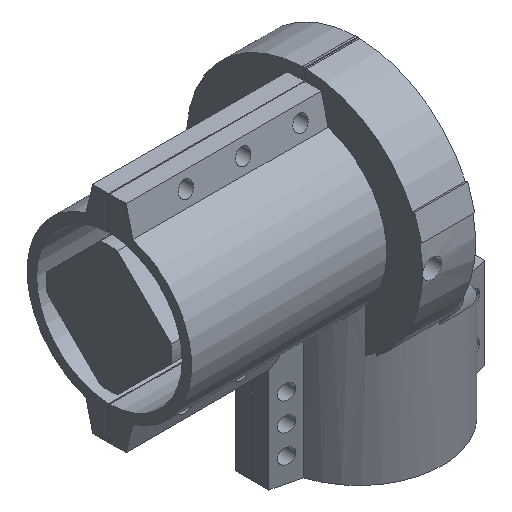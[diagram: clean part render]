
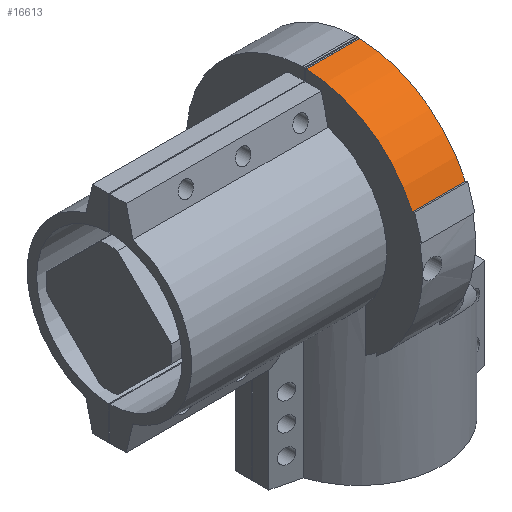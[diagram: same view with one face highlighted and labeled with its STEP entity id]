
A CAD part, isometric view. The second image highlights one B-rep face of the part: STEP entity #16613.
In plain terms, the highlighted cylindrical face has radius 49.995 mm (diameter 99.99 mm), a partial arc.
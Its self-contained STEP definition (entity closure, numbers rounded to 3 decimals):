
#14246 = PLANE('',#14247);
#14247 = AXIS2_PLACEMENT_3D('',#14248,#14249,#14250);
#14248 = CARTESIAN_POINT('',(81.684,4817.823,88.548
    ));
#14249 = DIRECTION('',(1.,0.,0.));
#14250 = DIRECTION('',(0.,-0.,-1.));
#14302 = PLANE('',#14303);
#14303 = AXIS2_PLACEMENT_3D('',#14304,#14305,#14306);
#14304 = CARTESIAN_POINT('',(103.904,4817.823,88.548
    ));
#14305 = DIRECTION('',(-1.,0.,0.));
#14306 = DIRECTION('',(0.,-0.,1.));
#16237 = EDGE_CURVE('',#16238,#16240,#16242,.T.);
#16238 = VERTEX_POINT('',#16239);
#16239 = CARTESIAN_POINT('',(81.684,4773.652,
    108.892));
#16240 = VERTEX_POINT('',#16241);
#16241 = CARTESIAN_POINT('',(103.904,4773.652,
    108.892));
#16242 = SURFACE_CURVE('',#16243,(#16247,#16259),.PCURVE_S1.);
#16243 = LINE('',#16244,#16245);
#16244 = CARTESIAN_POINT('',(103.906,4773.652,
    108.892));
#16245 = VECTOR('',#16246,1.);
#16246 = DIRECTION('',(1.,0.,0.));
#16247 = PCURVE('',#16248,#16253);
#16248 = PLANE('',#16249);
#16249 = AXIS2_PLACEMENT_3D('',#16250,#16251,#16252);
#16250 = CARTESIAN_POINT('',(80.772,4773.656,
    108.891));
#16251 = DIRECTION('',(0.,0.288,0.958));
#16252 = DIRECTION('',(0.,-0.958,0.288));
#16253 = DEFINITIONAL_REPRESENTATION('',(#16254),#16258);
#16254 = LINE('',#16255,#16256);
#16255 = CARTESIAN_POINT('',(0.004,23.134));
#16256 = VECTOR('',#16257,1.);
#16257 = DIRECTION('',(0.,1.));
#16258 = ( GEOMETRIC_REPRESENTATION_CONTEXT(2) 
PARAMETRIC_REPRESENTATION_CONTEXT() REPRESENTATION_CONTEXT('2D SPACE',''
  ) );
#16259 = PCURVE('',#16260,#16265);
#16260 = CYLINDRICAL_SURFACE('',#16261,49.995);
#16261 = AXIS2_PLACEMENT_3D('',#16262,#16263,#16264);
#16262 = CARTESIAN_POINT('',(103.906,4819.321,88.548
    ));
#16263 = DIRECTION('',(1.,0.,0.));
#16264 = DIRECTION('',(-0.,1.,0.));
#16265 = DEFINITIONAL_REPRESENTATION('',(#16266),#16270);
#16266 = LINE('',#16267,#16268);
#16267 = CARTESIAN_POINT('',(2.723,0.));
#16268 = VECTOR('',#16269,1.);
#16269 = DIRECTION('',(0.,1.));
#16270 = ( GEOMETRIC_REPRESENTATION_CONTEXT(2) 
PARAMETRIC_REPRESENTATION_CONTEXT() REPRESENTATION_CONTEXT('2D SPACE',''
  ) );
#16395 = EDGE_CURVE('',#16396,#16238,#16398,.T.);
#16396 = VERTEX_POINT('',#16397);
#16397 = CARTESIAN_POINT('',(81.684,4817.823,
    138.52));
#16398 = SURFACE_CURVE('',#16399,(#16404,#16411),.PCURVE_S1.);
#16399 = CIRCLE('',#16400,49.995);
#16400 = AXIS2_PLACEMENT_3D('',#16401,#16402,#16403);
#16401 = CARTESIAN_POINT('',(81.684,4819.321,88.548
    ));
#16402 = DIRECTION('',(1.,0.,0.));
#16403 = DIRECTION('',(0.,0.61,-0.792));
#16404 = PCURVE('',#14246,#16405);
#16405 = DEFINITIONAL_REPRESENTATION('',(#16406),#16410);
#16406 = CIRCLE('',#16407,49.995);
#16407 = AXIS2_PLACEMENT_2D('',#16408,#16409);
#16408 = CARTESIAN_POINT('',(0.,1.497));
#16409 = DIRECTION('',(0.792,0.61));
#16410 = ( GEOMETRIC_REPRESENTATION_CONTEXT(2) 
PARAMETRIC_REPRESENTATION_CONTEXT() REPRESENTATION_CONTEXT('2D SPACE',''
  ) );
#16411 = PCURVE('',#16260,#16412);
#16412 = DEFINITIONAL_REPRESENTATION('',(#16413),#16417);
#16413 = LINE('',#16414,#16415);
#16414 = CARTESIAN_POINT('',(-0.914,-22.221));
#16415 = VECTOR('',#16416,1.);
#16416 = DIRECTION('',(1.,0.));
#16417 = ( GEOMETRIC_REPRESENTATION_CONTEXT(2) 
PARAMETRIC_REPRESENTATION_CONTEXT() REPRESENTATION_CONTEXT('2D SPACE',''
  ) );
#16435 = PLANE('',#16436);
#16436 = AXIS2_PLACEMENT_3D('',#16437,#16438,#16439);
#16437 = CARTESIAN_POINT('',(69.795,4817.823,
    69.271));
#16438 = DIRECTION('',(-0.,1.,-0.));
#16439 = DIRECTION('',(1.,-0.,-0.));
#16613 = ADVANCED_FACE('',(#16614),#16260,.T.);
#16614 = FACE_BOUND('',#16615,.T.);
#16615 = EDGE_LOOP('',(#16616,#16617,#16645,#16666));
#16616 = ORIENTED_EDGE('',*,*,#16237,.T.);
#16617 = ORIENTED_EDGE('',*,*,#16618,.F.);
#16618 = EDGE_CURVE('',#16619,#16240,#16621,.T.);
#16619 = VERTEX_POINT('',#16620);
#16620 = CARTESIAN_POINT('',(103.904,4817.823,
    138.52));
#16621 = SURFACE_CURVE('',#16622,(#16627,#16634),.PCURVE_S1.);
#16622 = CIRCLE('',#16623,49.995);
#16623 = AXIS2_PLACEMENT_3D('',#16624,#16625,#16626);
#16624 = CARTESIAN_POINT('',(103.904,4819.321,88.548
    ));
#16625 = DIRECTION('',(1.,0.,0.));
#16626 = DIRECTION('',(-0.,1.,0.));
#16627 = PCURVE('',#16260,#16628);
#16628 = DEFINITIONAL_REPRESENTATION('',(#16629),#16633);
#16629 = LINE('',#16630,#16631);
#16630 = CARTESIAN_POINT('',(0.,-0.001));
#16631 = VECTOR('',#16632,1.);
#16632 = DIRECTION('',(1.,0.));
#16633 = ( GEOMETRIC_REPRESENTATION_CONTEXT(2) 
PARAMETRIC_REPRESENTATION_CONTEXT() REPRESENTATION_CONTEXT('2D SPACE',''
  ) );
#16634 = PCURVE('',#14302,#16635);
#16635 = DEFINITIONAL_REPRESENTATION('',(#16636),#16644);
#16636 = ( BOUNDED_CURVE() B_SPLINE_CURVE(2,(#16637,#16638,#16639,#16640
    ,#16641,#16642,#16643),.UNSPECIFIED.,.T.,.F.) 
B_SPLINE_CURVE_WITH_KNOTS((1,2,2,2,2,1),(-2.094,0.,
    2.094,4.189,6.283,8.378),
.UNSPECIFIED.) CURVE() GEOMETRIC_REPRESENTATION_ITEM() 
RATIONAL_B_SPLINE_CURVE((1.,0.5,1.,0.5,1.,0.5,1.)) REPRESENTATION_ITEM(
  '') );
#16637 = CARTESIAN_POINT('',(0.,51.492));
#16638 = CARTESIAN_POINT('',(86.594,51.492));
#16639 = CARTESIAN_POINT('',(43.297,-23.5));
#16640 = CARTESIAN_POINT('',(0.,-98.493));
#16641 = CARTESIAN_POINT('',(-43.297,-23.5));
#16642 = CARTESIAN_POINT('',(-86.594,51.492));
#16643 = CARTESIAN_POINT('',(0.,51.492));
#16644 = ( GEOMETRIC_REPRESENTATION_CONTEXT(2) 
PARAMETRIC_REPRESENTATION_CONTEXT() REPRESENTATION_CONTEXT('2D SPACE',''
  ) );
#16645 = ORIENTED_EDGE('',*,*,#16646,.T.);
#16646 = EDGE_CURVE('',#16619,#16396,#16647,.T.);
#16647 = SURFACE_CURVE('',#16648,(#16652,#16659),.PCURVE_S1.);
#16648 = LINE('',#16649,#16650);
#16649 = CARTESIAN_POINT('',(103.906,4817.823,
    138.52));
#16650 = VECTOR('',#16651,1.);
#16651 = DIRECTION('',(-1.,0.,0.));
#16652 = PCURVE('',#16260,#16653);
#16653 = DEFINITIONAL_REPRESENTATION('',(#16654),#16658);
#16654 = LINE('',#16655,#16656);
#16655 = CARTESIAN_POINT('',(1.601,0.));
#16656 = VECTOR('',#16657,1.);
#16657 = DIRECTION('',(0.,-1.));
#16658 = ( GEOMETRIC_REPRESENTATION_CONTEXT(2) 
PARAMETRIC_REPRESENTATION_CONTEXT() REPRESENTATION_CONTEXT('2D SPACE',''
  ) );
#16659 = PCURVE('',#16435,#16660);
#16660 = DEFINITIONAL_REPRESENTATION('',(#16661),#16665);
#16661 = LINE('',#16662,#16663);
#16662 = CARTESIAN_POINT('',(34.11,-69.249));
#16663 = VECTOR('',#16664,1.);
#16664 = DIRECTION('',(-1.,0.));
#16665 = ( GEOMETRIC_REPRESENTATION_CONTEXT(2) 
PARAMETRIC_REPRESENTATION_CONTEXT() REPRESENTATION_CONTEXT('2D SPACE',''
  ) );
#16666 = ORIENTED_EDGE('',*,*,#16395,.T.);
